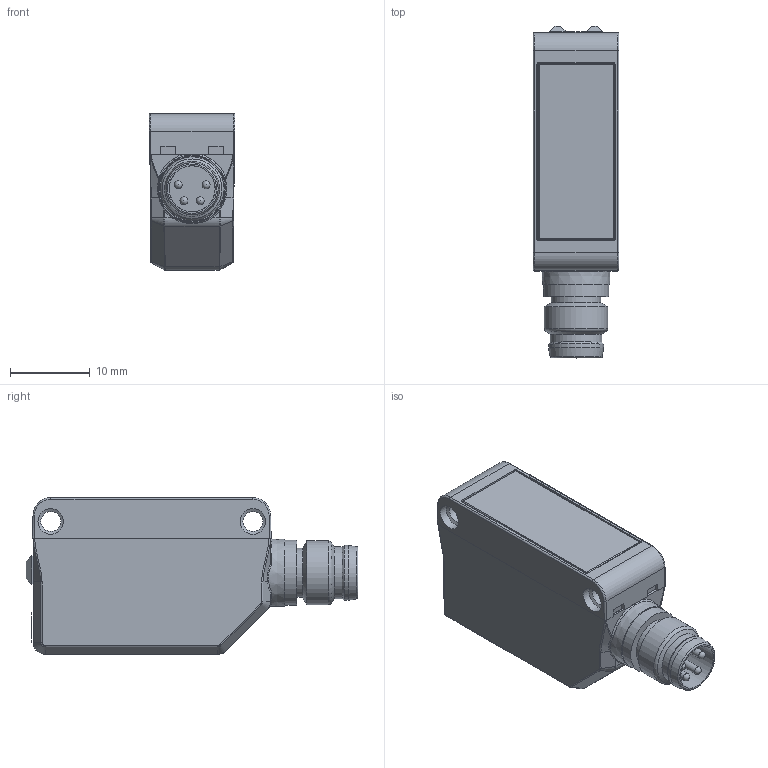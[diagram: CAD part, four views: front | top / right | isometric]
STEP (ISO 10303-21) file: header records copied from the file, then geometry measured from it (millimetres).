
FILE_DESCRIPTION(/* description */ (''),/* implementation_level */ '2;1');
FILE_NAME(/* name */ 'PD30CTT-M5IO6463.stp',/* time_stamp */ '2025-02-26T10:22:57+01:00',/* author */ ('Tove.Virkelyst'),/* organization */ (''),/* preprocessor_version */ 'ST-DEVELOPER v20',/* originating_system */ 'Autodesk Inventor 2025',/* authorisation */ '');
FILE_SCHEMA (('AUTOMOTIVE_DESIGN { 1 0 10303 214 3 1 1 }'));
Length unit declared in the file: millimetre
Products named in the file (1): PD30CTT-M5IO6463
Bounding box: 10.8 x 41.7 x 19.7 mm (x, y, z)
Volume: 2658.3 mm3; surface area: 4943 mm2
Topology: 1 solids, 5 shells, 563 faces, 1469 edges, 918 vertices
Faces by surface type: plane 253, cylinder 132, bspline 113, cone 33, sphere 18, torus 14
Full cylindrical faces by diameter (mm): 1 x8, 2.5 x2, 3.2 x4, 3.8 x1, 5.77 x2, 5.8 x2, 6.2 x3, 6.4 x1, 6.5 x1, 6.9 x1, 8 x1, 8.2 x1
Entity records: 29763 total; most frequent: CARTESIAN_POINT 16013, ORIENTED_EDGE 2912, DIRECTION 2713, EDGE_CURVE 1456, AXIS2_PLACEMENT_3D 964, VERTEX_POINT 918, LINE 785, VECTOR 785
